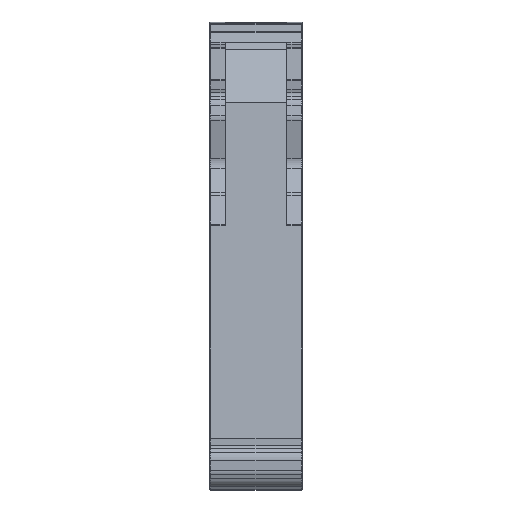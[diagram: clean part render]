
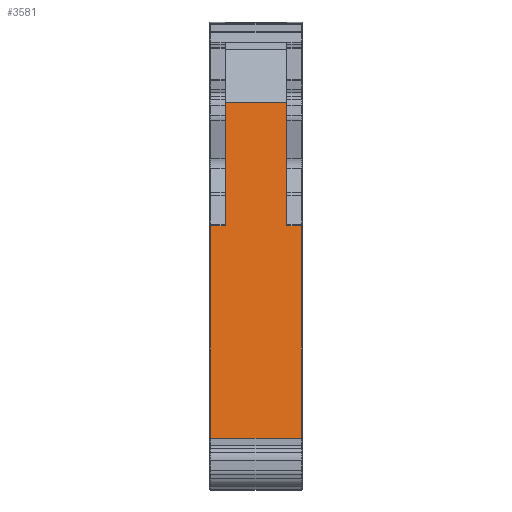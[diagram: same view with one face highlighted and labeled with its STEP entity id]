
A CAD part, top view. The second image highlights one B-rep face of the part: STEP entity #3581.
In plain terms, the highlighted planar face has unit normal (0, 0.908, 0.418).
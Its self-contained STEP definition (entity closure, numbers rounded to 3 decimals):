
#598=FACE_OUTER_BOUND('',#824,.T.);
#824=EDGE_LOOP('',(#2863,#2864,#2865,#2866,#2867,#2868,#2869,#2870));
#979=LINE('',#5608,#1241);
#995=LINE('',#5662,#1257);
#1007=LINE('',#5707,#1269);
#1009=LINE('',#5715,#1271);
#1010=LINE('',#5718,#1272);
#1056=LINE('',#5883,#1318);
#1124=LINE('',#6212,#1386);
#1125=LINE('',#6215,#1387);
#1241=VECTOR('',#4331,10.);
#1257=VECTOR('',#4373,10.);
#1269=VECTOR('',#4409,10.);
#1271=VECTOR('',#4417,10.);
#1272=VECTOR('',#4420,10.);
#1318=VECTOR('',#4608,10.);
#1386=VECTOR('',#4992,10.);
#1387=VECTOR('',#4997,10.);
#1509=VERTEX_POINT('',#5604);
#1511=VERTEX_POINT('',#5607);
#1536=VERTEX_POINT('',#5661);
#1538=VERTEX_POINT('',#5666);
#1560=VERTEX_POINT('',#5713);
#1561=VERTEX_POINT('',#5717);
#1608=VERTEX_POINT('',#5879);
#1712=VERTEX_POINT('',#6211);
#1847=EDGE_CURVE('',#1511,#1509,#979,.T.);
#1874=EDGE_CURVE('',#1536,#1511,#995,.T.);
#1897=EDGE_CURVE('',#1538,#1536,#1007,.T.);
#1901=EDGE_CURVE('',#1560,#1509,#1009,.T.);
#1902=EDGE_CURVE('',#1538,#1561,#1010,.T.);
#1985=EDGE_CURVE('',#1561,#1608,#1056,.T.);
#2150=EDGE_CURVE('',#1608,#1712,#1124,.T.);
#2152=EDGE_CURVE('',#1712,#1560,#1125,.T.);
#2863=ORIENTED_EDGE('',*,*,#1985,.F.);
#2864=ORIENTED_EDGE('',*,*,#1902,.F.);
#2865=ORIENTED_EDGE('',*,*,#1897,.T.);
#2866=ORIENTED_EDGE('',*,*,#1874,.T.);
#2867=ORIENTED_EDGE('',*,*,#1847,.T.);
#2868=ORIENTED_EDGE('',*,*,#1901,.F.);
#2869=ORIENTED_EDGE('',*,*,#2152,.F.);
#2870=ORIENTED_EDGE('',*,*,#2150,.F.);
#3442=PLANE('',#4007);
#3581=ADVANCED_FACE('',(#598),#3442,.T.);
#4007=AXIS2_PLACEMENT_3D('',#6214,#4995,#4996);
#4331=DIRECTION('',(0.,-0.418,0.908));
#4373=DIRECTION('',(-1.,0.,0.));
#4409=DIRECTION('',(0.,0.418,-0.908));
#4417=DIRECTION('',(1.,0.,0.));
#4420=DIRECTION('',(1.,0.,0.));
#4608=DIRECTION('',(0.,-0.418,0.908));
#4992=DIRECTION('',(-1.,0.,0.));
#4995=DIRECTION('center_axis',(0.,0.908,0.418));
#4996=DIRECTION('ref_axis',(0.,-0.418,0.908));
#4997=DIRECTION('',(0.,0.418,-0.908));
#5604=CARTESIAN_POINT('',(-50.,1308.38,-2423.893));
#5607=CARTESIAN_POINT('',(-50.,1508.845,-2859.455));
#5608=CARTESIAN_POINT('',(-50.,1308.38,-2423.893));
#5661=CARTESIAN_POINT('',(50.,1508.845,-2859.455));
#5662=CARTESIAN_POINT('',(0.,1508.845,-2859.455));
#5666=CARTESIAN_POINT('',(50.,1308.38,-2423.893));
#5707=CARTESIAN_POINT('',(50.,1308.38,-2423.893));
#5713=CARTESIAN_POINT('',(-73.,1308.38,-2423.893));
#5715=CARTESIAN_POINT('',(0.,1308.38,-2423.893));
#5717=CARTESIAN_POINT('',(73.,1308.38,-2423.893));
#5718=CARTESIAN_POINT('',(0.,1308.38,-2423.893));
#5879=CARTESIAN_POINT('',(73.,963.627,-1674.825));
#5883=CARTESIAN_POINT('',(73.,1298.022,-2401.386));
#6211=CARTESIAN_POINT('',(-73.,963.627,-1674.825));
#6212=CARTESIAN_POINT('',(0.,963.627,-1674.825));
#6214=CARTESIAN_POINT('Origin',(0.,1309.462,-2426.243));
#6215=CARTESIAN_POINT('',(-73.,1298.022,-2401.386));
